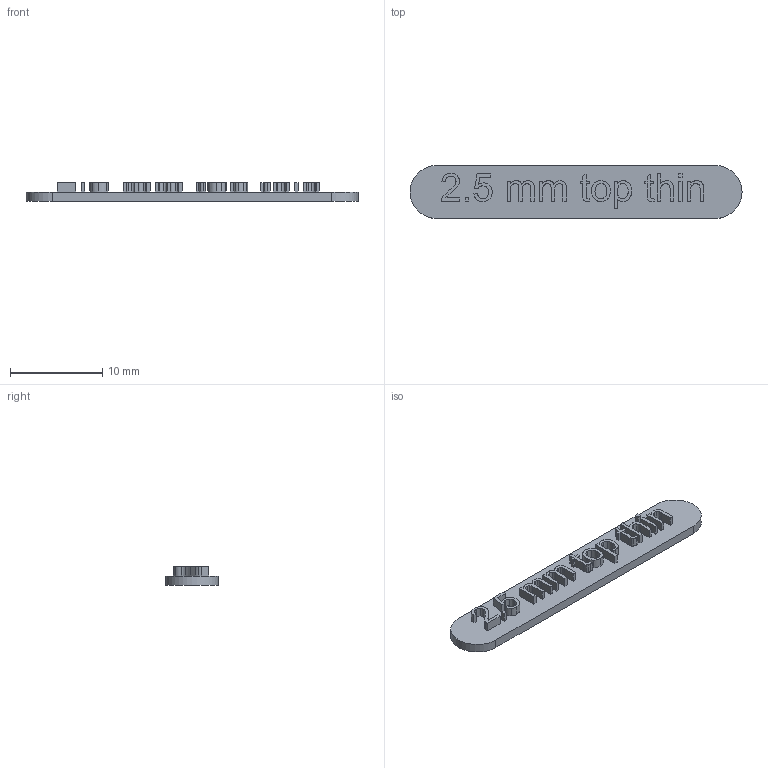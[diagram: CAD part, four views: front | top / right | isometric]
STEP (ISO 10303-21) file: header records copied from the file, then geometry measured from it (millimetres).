
FILE_DESCRIPTION(/* description */ (''),/* implementation_level */ '2;1');
FILE_NAME(/* name */ '2.5mm top thin.step',/* time_stamp */ '2023-08-05T18:46:54+01:00',/* author */ (''),/* organization */ (''),/* preprocessor_version */ 'ST-DEVELOPER v20',/* originating_system */ 'Autodesk Translation Framework v12.9.0.99',/* authorisation */ '');
FILE_SCHEMA (('AUTOMOTIVE_DESIGN { 1 0 10303 214 3 1 1 }'));
Length unit declared in the file: millimetre
Products named in the file (1): 2.5mm top thin
Bounding box: 36.05 x 5.73 x 2 mm (x, y, z)
Volume: 222.7 mm3; surface area: 648 mm2
Topology: 11 solids, 11 shells, 256 faces, 693 edges, 462 vertices
Faces by surface type: bspline 137, plane 117, cylinder 2
Entity records: 9282 total; most frequent: CARTESIAN_POINT 3741, ORIENTED_EDGE 1386, EDGE_CURVE 693, DIRECTION 663, VERTEX_POINT 462, LINE 415, VECTOR 415, B_SPLINE_CURVE_WITH_KNOTS 274
